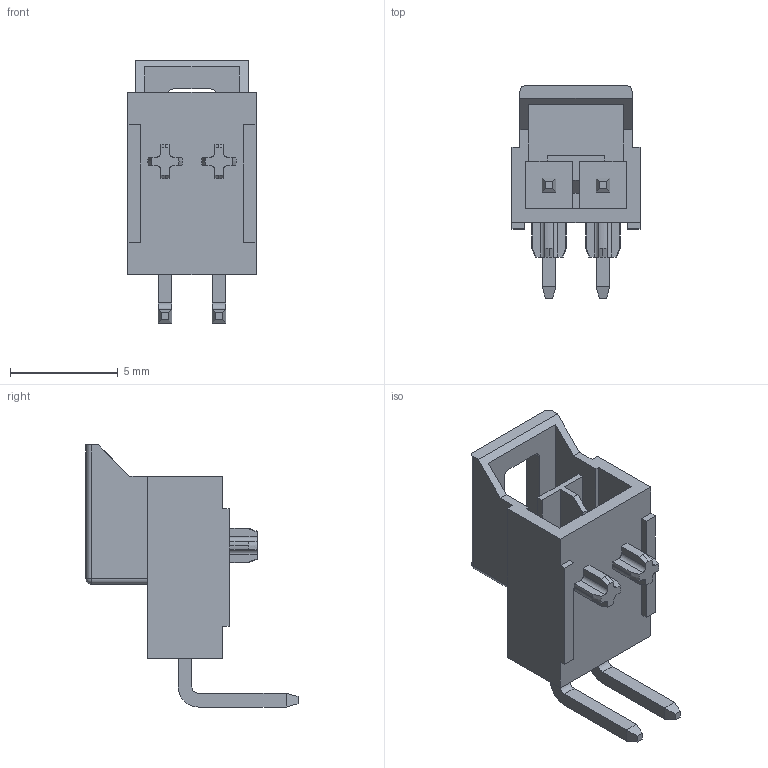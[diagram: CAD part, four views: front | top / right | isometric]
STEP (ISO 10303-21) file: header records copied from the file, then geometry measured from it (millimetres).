
FILE_DESCRIPTION(('STEP AP242'),'1');
FILE_NAME('1053131102.stp','2024-11-14T23:21:56',('TraceParts'),('TraceParts S.A.'),'Spatial InterOp 3D',' ',' ');
FILE_SCHEMA(('AP242_MANAGED_MODEL_BASED_3D_ENGINEERING_MIM_LF {1 0 10303 442 1 1 4}'));
Length unit declared in the file: millimetre
Products named in the file (1): 1053131102_1
Bounding box: 5.94 x 9.84 x 12.16 mm (x, y, z)
Volume: 151.2 mm3; surface area: 496.3 mm2
Topology: 1 solids, 1 shells, 148 faces, 410 edges, 276 vertices
Faces by surface type: plane 102, cylinder 32, cone 12, sphere 2
Entity records: 4736 total; most frequent: CARTESIAN_POINT 884, ORIENTED_EDGE 804, DIRECTION 782, EDGE_CURVE 402, LINE 306, VECTOR 306, VERTEX_POINT 260, AXIS2_PLACEMENT_3D 238
